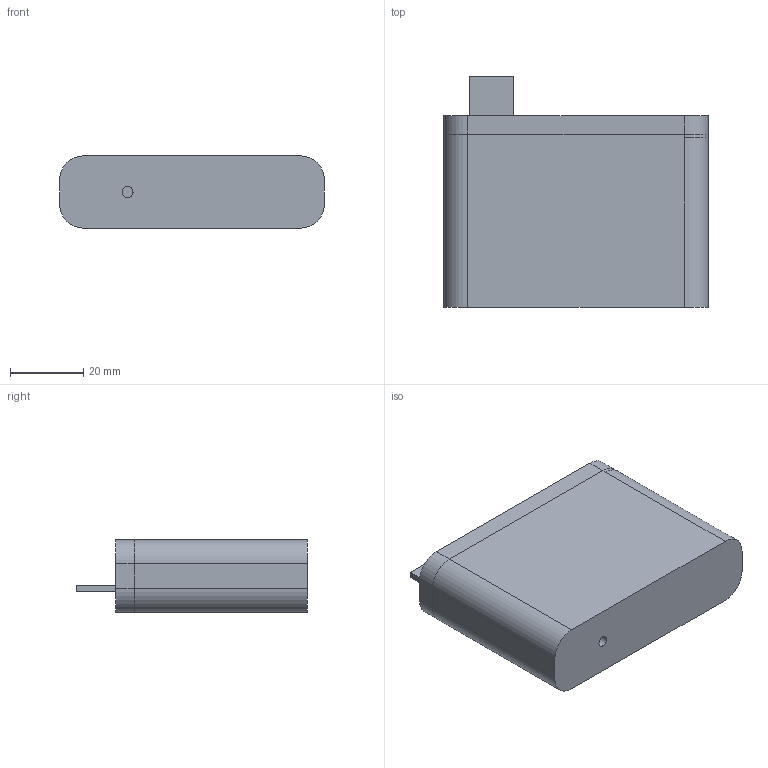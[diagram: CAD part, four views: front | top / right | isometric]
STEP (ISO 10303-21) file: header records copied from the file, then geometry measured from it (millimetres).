
FILE_DESCRIPTION(/* description */ (''),/* implementation_level */ '2;1');
FILE_NAME(/* name */ 'USB-Gateway_Case.step',/* time_stamp */ '2023-04-09T17:25:59+02:00',/* author */ (''),/* organization */ (''),/* preprocessor_version */ 'ST-DEVELOPER v19.2',/* originating_system */ 'Autodesk Translation Framework v12.4.0.73',/* authorisation */ '');
FILE_SCHEMA (('AUTOMOTIVE_DESIGN { 1 0 10303 214 3 1 1 }'));
Length unit declared in the file: millimetre
Products named in the file (3): OpenDTU_Case; OpenDTU_USB; Board
Assembly tree (2 placements, depth 3):
  OpenDTU_Case
    OpenDTU_USB
      Board
Bounding box: 72.08 x 62.81 x 19.67 mm (x, y, z)
Volume: 37594.2 mm3; surface area: 27429.9 mm2
Topology: 3 solids, 3 shells, 180 faces, 503 edges, 333 vertices
Faces by surface type: plane 89, cylinder 87, bspline 4
Full cylindrical faces by diameter (mm): 0.35 x7, 0.813 x2, 1 x8, 1.11 x40, 2.5 x2, 3 x1, 3.3 x3, 3.5 x2, 5.5 x2
Entity records: 6192 total; most frequent: DIRECTION 1048, CARTESIAN_POINT 1042, ORIENTED_EDGE 1006, EDGE_CURVE 503, AXIS2_PLACEMENT_3D 363, VERTEX_POINT 333, LINE 322, VECTOR 322
